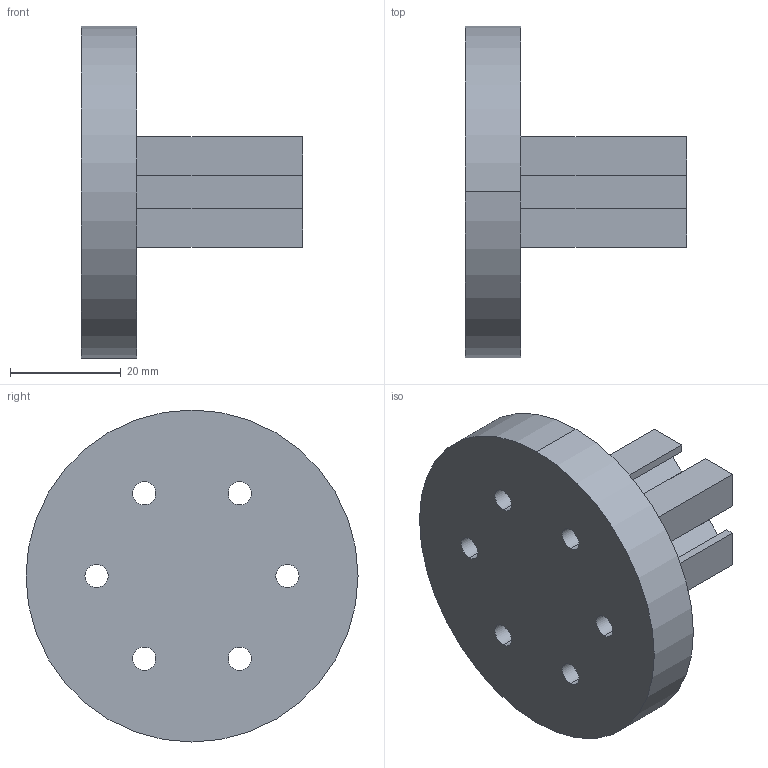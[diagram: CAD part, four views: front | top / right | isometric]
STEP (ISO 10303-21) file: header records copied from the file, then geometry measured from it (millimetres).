
FILE_DESCRIPTION (( 'STEP AP214' ), '1' );
FILE_NAME ('Áã¼þ5.STEP', '2025-07-09T02:15:23', ( '' ), ( '' ), 'SwSTEP 2.0', 'SolidWorks 2024', '' );
FILE_SCHEMA (( 'AUTOMOTIVE_DESIGN' ));
Length unit declared in the file: millimetre
Products named in the file (1): 零件5
Bounding box: 40 x 60 x 60 mm (x, y, z)
Volume: 32434.2 mm3; surface area: 13117.7 mm2
Topology: 1 solids, 1 shells, 79 faces, 210 edges, 140 vertices
Faces by surface type: plane 53, cylinder 26
Entity records: 2503 total; most frequent: CARTESIAN_POINT 430, DIRECTION 422, ORIENTED_EDGE 420, EDGE_CURVE 210, LINE 158, VECTOR 158, VERTEX_POINT 140, AXIS2_PLACEMENT_3D 132
